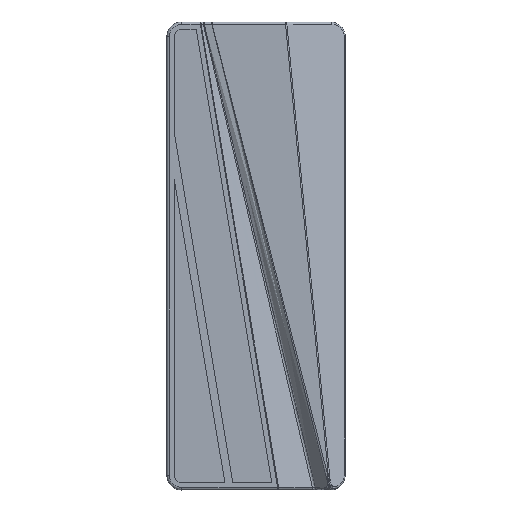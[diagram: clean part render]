
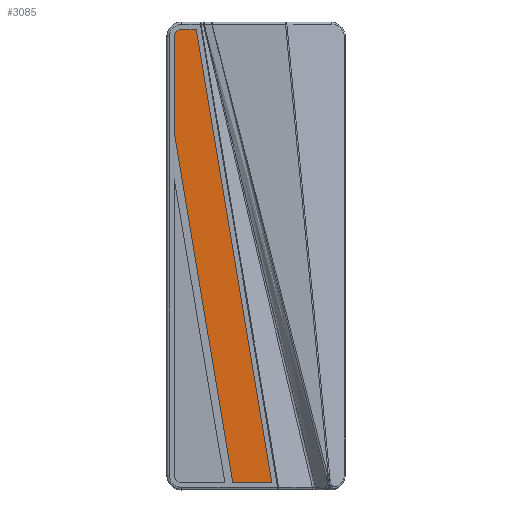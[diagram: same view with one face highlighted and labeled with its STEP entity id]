
A CAD part, top view. The second image highlights one B-rep face of the part: STEP entity #3085.
In plain terms, the highlighted planar face has unit normal (0, 0, 1).
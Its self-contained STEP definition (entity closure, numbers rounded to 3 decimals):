
#237=LINE('',#5840,#501);
#241=LINE('',#5852,#505);
#244=LINE('',#5858,#508);
#246=LINE('',#5861,#510);
#501=VECTOR('',#3828,10.);
#505=VECTOR('',#3840,10.);
#508=VECTOR('',#3845,10.);
#510=VECTOR('',#3849,10.);
#669=PLANE('',#3317);
#786=FACE_OUTER_BOUND('',#979,.T.);
#979=EDGE_LOOP('',(#2387,#2388,#2389,#2390,#2391,#2392));
#1138=CIRCLE('',#3313,1.5);
#1248=B_SPLINE_CURVE_WITH_KNOTS('',3,(#5818,#5819,#5820,#5821,#5822,#5823,
#5824,#5825,#5826,#5827,#5828,#5829,#5830,#5831,#5832,#5833),
 .UNSPECIFIED.,.F.,.F.,(4,3,3,3,3,4),(-9.499,-8.41,
-7.219,-4.817,-2.409,-0.172),
 .UNSPECIFIED.);
#1438=VERTEX_POINT('',#5815);
#1439=VERTEX_POINT('',#5817);
#1441=VERTEX_POINT('',#5838);
#1443=VERTEX_POINT('',#5844);
#1445=VERTEX_POINT('',#5850);
#1447=VERTEX_POINT('',#5856);
#1783=EDGE_CURVE('',#1438,#1439,#1248,.T.);
#1787=EDGE_CURVE('',#1441,#1438,#237,.T.);
#1790=EDGE_CURVE('',#1443,#1441,#1138,.T.);
#1793=EDGE_CURVE('',#1445,#1443,#241,.T.);
#1796=EDGE_CURVE('',#1447,#1445,#244,.T.);
#1798=EDGE_CURVE('',#1439,#1447,#246,.T.);
#2387=ORIENTED_EDGE('',*,*,#1798,.F.);
#2388=ORIENTED_EDGE('',*,*,#1783,.F.);
#2389=ORIENTED_EDGE('',*,*,#1787,.F.);
#2390=ORIENTED_EDGE('',*,*,#1790,.F.);
#2391=ORIENTED_EDGE('',*,*,#1793,.F.);
#2392=ORIENTED_EDGE('',*,*,#1796,.F.);
#3085=ADVANCED_FACE('',(#786),#669,.T.);
#3313=AXIS2_PLACEMENT_3D('',#5846,#3834,#3835);
#3317=AXIS2_PLACEMENT_3D('',#5862,#3850,#3851);
#3828=DIRECTION('',(1.,0.,0.));
#3834=DIRECTION('center_axis',(0.,0.,-1.));
#3835=DIRECTION('ref_axis',(0.,1.,0.));
#3840=DIRECTION('',(0.,1.,0.));
#3845=DIRECTION('',(-0.165,0.986,0.));
#3849=DIRECTION('',(-1.,0.,0.));
#3850=DIRECTION('center_axis',(0.,0.,1.));
#3851=DIRECTION('ref_axis',(-1.,0.,0.));
#5815=CARTESIAN_POINT('',(3.767,86.5,9.6));
#5817=CARTESIAN_POINT('',(19.107,-5.5,9.6));
#5818=CARTESIAN_POINT('Ctrl Pts',(3.767,86.5,9.6));
#5819=CARTESIAN_POINT('Ctrl Pts',(4.349,82.915,9.6));
#5820=CARTESIAN_POINT('Ctrl Pts',(4.946,79.333,9.6));
#5821=CARTESIAN_POINT('Ctrl Pts',(5.541,75.753,9.6));
#5822=CARTESIAN_POINT('Ctrl Pts',(6.192,71.837,9.6));
#5823=CARTESIAN_POINT('Ctrl Pts',(6.845,67.921,9.6));
#5824=CARTESIAN_POINT('Ctrl Pts',(7.498,64.005,9.6));
#5825=CARTESIAN_POINT('Ctrl Pts',(8.815,56.108,9.6));
#5826=CARTESIAN_POINT('Ctrl Pts',(10.134,48.211,9.6));
#5827=CARTESIAN_POINT('Ctrl Pts',(11.453,40.315,9.6));
#5828=CARTESIAN_POINT('Ctrl Pts',(12.775,32.396,9.6));
#5829=CARTESIAN_POINT('Ctrl Pts',(14.098,24.477,9.6));
#5830=CARTESIAN_POINT('Ctrl Pts',(15.421,16.558,9.6));
#5831=CARTESIAN_POINT('Ctrl Pts',(16.65,9.205,9.6));
#5832=CARTESIAN_POINT('Ctrl Pts',(17.878,1.853,9.6));
#5833=CARTESIAN_POINT('Ctrl Pts',(19.107,-5.5,9.6));
#5838=CARTESIAN_POINT('',(0.8,86.5,9.6));
#5840=CARTESIAN_POINT('',(3.767,86.5,9.6));
#5844=CARTESIAN_POINT('',(-0.7,85.,9.6));
#5846=CARTESIAN_POINT('Origin',(0.8,85.,9.6));
#5850=CARTESIAN_POINT('',(-0.7,65.576,9.6));
#5852=CARTESIAN_POINT('',(-0.7,85.,9.6));
#5856=CARTESIAN_POINT('',(11.177,-5.5,9.6));
#5858=CARTESIAN_POINT('',(11.344,-6.5,9.6));
#5861=CARTESIAN_POINT('',(0.8,-5.5,9.6));
#5862=CARTESIAN_POINT('Origin',(9.204,40.5,9.6));
